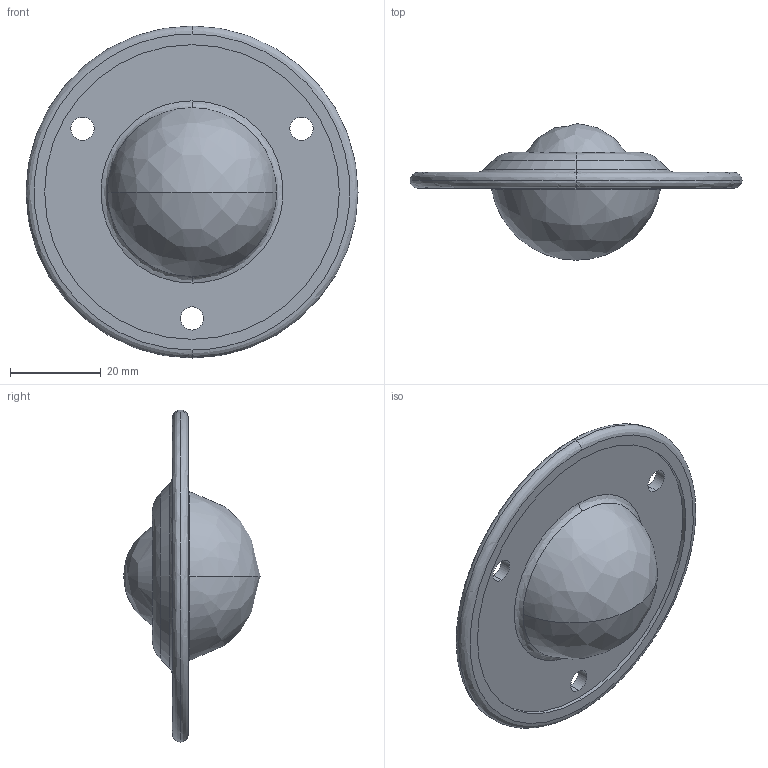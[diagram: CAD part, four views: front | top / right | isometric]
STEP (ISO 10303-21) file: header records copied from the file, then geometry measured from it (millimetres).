
FILE_DESCRIPTION (( 'STEP AP214' ), '1' );
FILE_NAME ('0014726.step', '2020-11-23T09:12:26', ( '' ), ( '' ), 'SwSTEP 2.0', 'SolidWorks 2018', '' );
FILE_SCHEMA (( 'AUTOMOTIVE_DESIGN' ));
Length unit declared in the file: millimetre
Products named in the file (1): 0014726
Bounding box: 73 x 30.02 x 73 mm (x, y, z)
Volume: 29028.7 mm3; surface area: 10136.9 mm2
Topology: 1 solids, 1 shells, 27 faces, 59 edges, 38 vertices
Faces by surface type: bspline 13, cylinder 8, plane 4, cone 2
Entity records: 1900 total; most frequent: CARTESIAN_POINT 1070, ORIENTED_EDGE 118, DIRECTION 114, EDGE_CURVE 59, AXIS2_PLACEMENT_3D 52, VERTEX_POINT 38, EDGE_LOOP 37, CIRCLE 37
